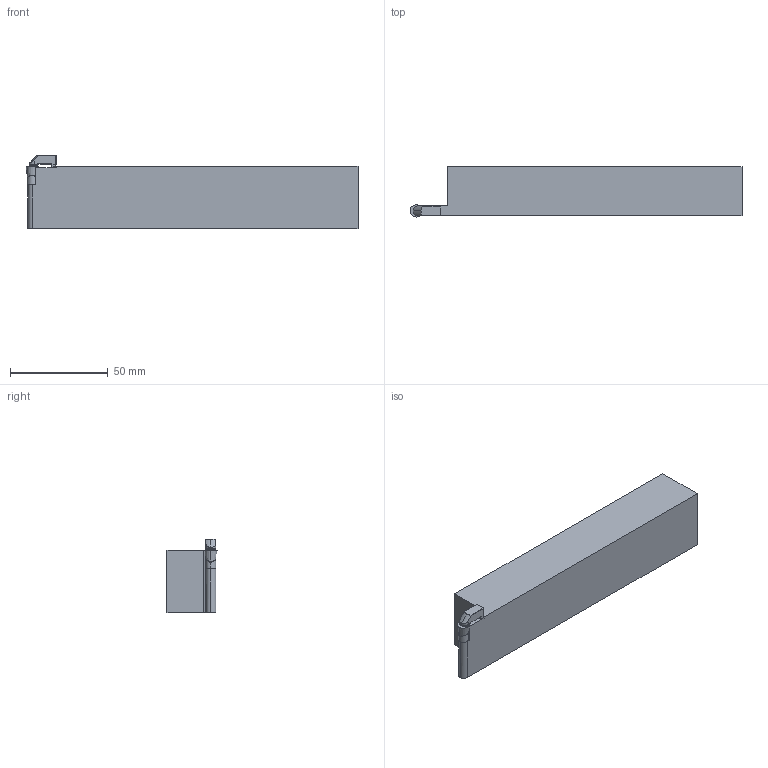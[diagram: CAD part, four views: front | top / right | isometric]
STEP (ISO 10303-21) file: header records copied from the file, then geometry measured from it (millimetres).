
FILE_DESCRIPTION (( 'STEP AP214' ), '1' );
FILE_NAME ('CRDCR-3225-P06CV-LIGHT.STP', '2023-10-30T06:04:53', ( '' ), ( '' ), 'SwSTEP 2.0', 'SolidWorks 2018', '' );
FILE_SCHEMA (( 'AUTOMOTIVE_DESIGN' ));
Length unit declared in the file: millimetre
Products named in the file (1): CRDCR-3225-P06CV-LIGHT
Bounding box: 170 x 25.61 x 37.5 mm (x, y, z)
Volume: 123689.1 mm3; surface area: 20536.9 mm2
Topology: 2 solids, 3 shells, 152 faces, 383 edges, 234 vertices
Faces by surface type: plane 78, cylinder 53, cone 17, torus 2, bspline 2
Entity records: 6728 total; most frequent: CARTESIAN_POINT 1439, ORIENTED_EDGE 762, DIRECTION 733, EDGE_CURVE 381, AXIS2_PLACEMENT_3D 258, VERTEX_POINT 234, LINE 217, VECTOR 217
